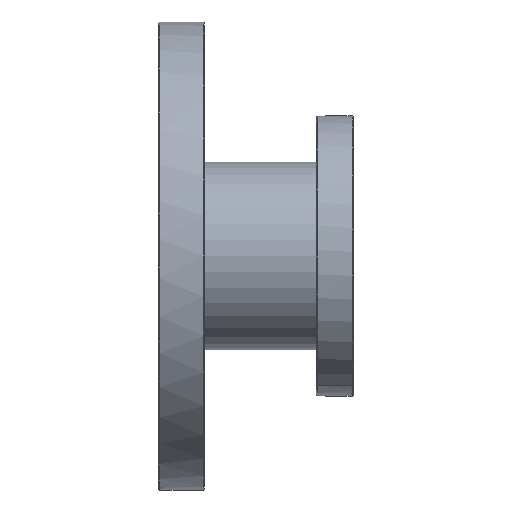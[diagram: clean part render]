
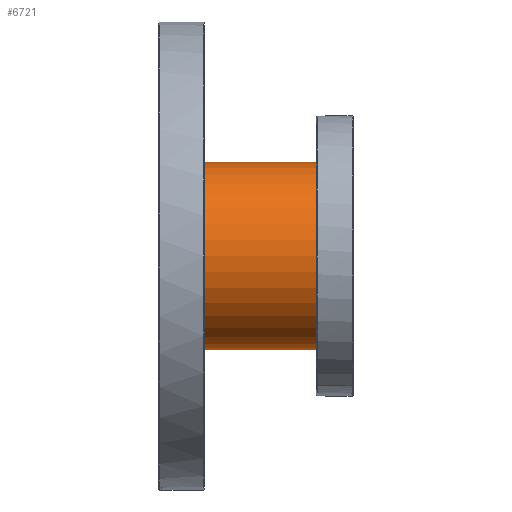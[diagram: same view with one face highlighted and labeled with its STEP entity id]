
A CAD part, left-side view. The second image highlights one B-rep face of the part: STEP entity #6721.
In plain terms, the highlighted cylindrical face has radius 50.8 mm (diameter 101.6 mm), a partial arc.
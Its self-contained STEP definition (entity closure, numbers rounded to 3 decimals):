
#38 = LINE ( 'NONE', #4868, #3110 ) ;
#143 = CIRCLE ( 'NONE', #6481, 50.8 ) ;
#268 = AXIS2_PLACEMENT_3D ( 'NONE', #7762, #3516, #8498 ) ;
#556 = VERTEX_POINT ( 'NONE', #6962 ) ;
#636 = DIRECTION ( 'NONE',  ( -1., 0., 0. ) ) ;
#855 = EDGE_CURVE ( 'NONE', #6316, #556, #3656, .T. ) ;
#1132 = CARTESIAN_POINT ( 'NONE',  ( 44.5, 0., 0. ) ) ;
#1777 = DIRECTION ( 'NONE',  ( 1., 0., 0. ) ) ;
#2156 = AXIS2_PLACEMENT_3D ( 'NONE', #1132, #8181, #3927 ) ;
#2197 = EDGE_CURVE ( 'NONE', #2987, #556, #143, .T. ) ;
#2399 = EDGE_CURVE ( 'NONE', #8217, #2987, #38, .T. ) ;
#2891 = ORIENTED_EDGE ( 'NONE', *, *, #2197, .T. ) ;
#2987 = VERTEX_POINT ( 'NONE', #5476 ) ;
#3110 = VECTOR ( 'NONE', #636, 1000. ) ;
#3274 = CARTESIAN_POINT ( 'NONE',  ( 44.5, 0., 50.8 ) ) ;
#3516 = DIRECTION ( 'NONE',  ( 1., 0., 0. ) ) ;
#3656 = LINE ( 'NONE', #7375, #4441 ) ;
#3927 = DIRECTION ( 'NONE',  ( 0., 0., 1. ) ) ;
#4441 = VECTOR ( 'NONE', #6655, 1000. ) ;
#4504 = CYLINDRICAL_SURFACE ( 'NONE', #2156, 50.8 ) ;
#4544 = EDGE_LOOP ( 'NONE', ( #7526, #6522, #7389, #2891 ) ) ;
#4868 = CARTESIAN_POINT ( 'NONE',  ( 44.5, 0., 50.8 ) ) ;
#5476 = CARTESIAN_POINT ( 'NONE',  ( -44.5, 0., 50.8 ) ) ;
#6003 = CARTESIAN_POINT ( 'NONE',  ( -44.5, 0., 0. ) ) ;
#6296 = CARTESIAN_POINT ( 'NONE',  ( 44.5, 0., -50.8 ) ) ;
#6316 = VERTEX_POINT ( 'NONE', #6296 ) ;
#6481 = AXIS2_PLACEMENT_3D ( 'NONE', #6003, #1777, #6715 ) ;
#6522 = ORIENTED_EDGE ( 'NONE', *, *, #8424, .F. ) ;
#6655 = DIRECTION ( 'NONE',  ( -1., 0., 0. ) ) ;
#6680 = CIRCLE ( 'NONE', #268, 50.8 ) ;
#6715 = DIRECTION ( 'NONE',  ( 0., 0., -1. ) ) ;
#6721 = ADVANCED_FACE ( 'NONE', ( #8515 ), #4504, .T. ) ;
#6962 = CARTESIAN_POINT ( 'NONE',  ( -44.5, 0., -50.8 ) ) ;
#7375 = CARTESIAN_POINT ( 'NONE',  ( 44.5, 0., -50.8 ) ) ;
#7389 = ORIENTED_EDGE ( 'NONE', *, *, #2399, .T. ) ;
#7526 = ORIENTED_EDGE ( 'NONE', *, *, #855, .F. ) ;
#7762 = CARTESIAN_POINT ( 'NONE',  ( 44.5, 0., 0. ) ) ;
#8181 = DIRECTION ( 'NONE',  ( -1., 0., 0. ) ) ;
#8217 = VERTEX_POINT ( 'NONE', #3274 ) ;
#8424 = EDGE_CURVE ( 'NONE', #8217, #6316, #6680, .T. ) ;
#8498 = DIRECTION ( 'NONE',  ( 0., 0., -1. ) ) ;
#8515 = FACE_OUTER_BOUND ( 'NONE', #4544, .T. ) ;
